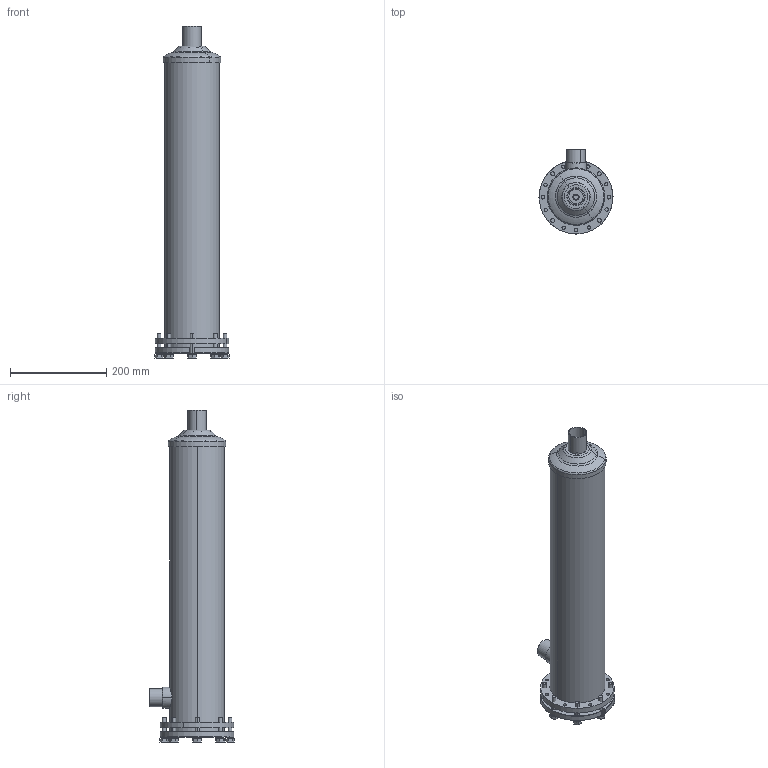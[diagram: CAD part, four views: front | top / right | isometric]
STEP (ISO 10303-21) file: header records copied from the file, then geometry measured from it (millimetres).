
FILE_DESCRIPTION (( 'STEP AP203' ), '1' );
FILE_NAME ('999-2056-19211-839補孲徹薦肭.STEP', '2023-03-21T00:33:24', ( 'Windows 蚚誧' ), ( 'Microsoft' ), 'SwSTEP 2.0', 'SolidWorks 2018', '' );
FILE_SCHEMA (( 'CONFIG_CONTROL_DESIGN' ));
Length unit declared in the file: millimetre
Products named in the file (13): 100-111532-000肣諉奪; 189-1514-008B不锈钢平垫片（M8）; 160-1142534-011傷裔; 311-1144015特氟龙垫圈; 121-11430605-935芠极; 180-6130845B不锈钢外六角螺栓（M8）; 204-1221-08不锈钢弹簧垫圈; 320-1531208-000法兰圈（M8）; 251-61422; 999-2056-19211-839補孲徹薦肭; 330-1531209-000BN楊擘啣; 100-111542-000肣諉奪; 135-111519-057傍杶
Assembly tree (33 placements, depth 2):
  999-2056-19211-839補孲徹薦肭
    160-1142534-011傷裔
    121-11430605-935芠极
    320-1531208-000法兰圈（M8）
    330-1531209-000BN楊擘啣
    311-1144015特氟龙垫圈
    180-6130845B不锈钢外六角螺栓（M8）  x8
    251-61422
    100-111542-000肣諉奪
    135-111519-057傍杶
    100-111532-000肣諉奪
    189-1514-008B不锈钢平垫片（M8）  x8
    204-1221-08不锈钢弹簧垫圈  x8
Bounding box: 155.28 x 176.42 x 690 mm (x, y, z)
Volume: 1020629.8 mm3; surface area: 578682.5 mm2
Topology: 33 solids, 33 shells, 485 faces, 1066 edges, 663 vertices
Faces by surface type: cylinder 179, plane 160, cone 126, torus 20
Entity records: 9324 total; most frequent: CARTESIAN_POINT 1721, DIRECTION 1329, ORIENTED_EDGE 1068, AXIS2_PLACEMENT_3D 567, EDGE_CURVE 534, VERTEX_POINT 327, EDGE_LOOP 299, CIRCLE 291
